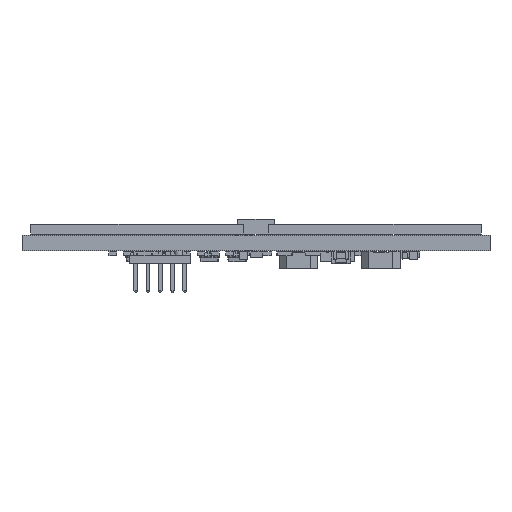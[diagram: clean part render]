
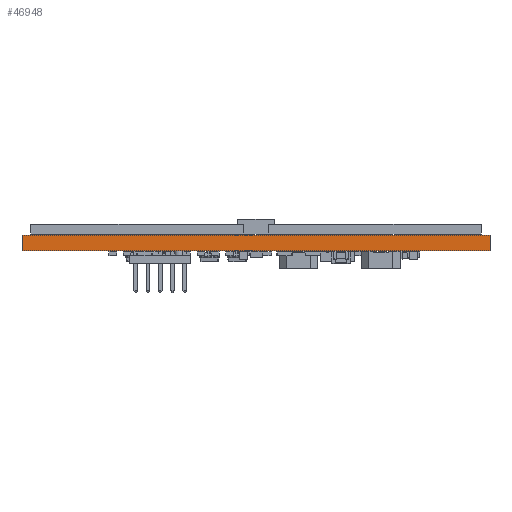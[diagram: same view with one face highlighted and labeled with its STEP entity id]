
A CAD part, front view. The second image highlights one B-rep face of the part: STEP entity #46948.
In plain terms, the highlighted planar face has unit normal (0, -1, 0).
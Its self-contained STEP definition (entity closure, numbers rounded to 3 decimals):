
#46767 = PLANE('',#46768);
#46768 = AXIS2_PLACEMENT_3D('',#46769,#46770,#46771);
#46769 = CARTESIAN_POINT('',(130.9,-42.3,0.));
#46770 = DIRECTION('',(1.,0.,-0.));
#46771 = DIRECTION('',(0.,-1.,0.));
#46792 = VERTEX_POINT('',#46793);
#46793 = CARTESIAN_POINT('',(130.9,-90.7,1.6));
#46807 = PLANE('',#46808);
#46808 = AXIS2_PLACEMENT_3D('',#46809,#46810,#46811);
#46809 = CARTESIAN_POINT('',(106.7,-66.5,1.6));
#46810 = DIRECTION('',(-0.,-0.,-1.));
#46811 = DIRECTION('',(-1.,0.,0.));
#46819 = EDGE_CURVE('',#46820,#46792,#46822,.T.);
#46820 = VERTEX_POINT('',#46821);
#46821 = CARTESIAN_POINT('',(130.9,-90.7,0.));
#46822 = SURFACE_CURVE('',#46823,(#46827,#46834),.PCURVE_S1.);
#46823 = LINE('',#46824,#46825);
#46824 = CARTESIAN_POINT('',(130.9,-90.7,0.));
#46825 = VECTOR('',#46826,1.);
#46826 = DIRECTION('',(0.,0.,1.));
#46827 = PCURVE('',#46767,#46828);
#46828 = DEFINITIONAL_REPRESENTATION('',(#46829),#46833);
#46829 = LINE('',#46830,#46831);
#46830 = CARTESIAN_POINT('',(48.4,0.));
#46831 = VECTOR('',#46832,1.);
#46832 = DIRECTION('',(0.,-1.));
#46833 = ( GEOMETRIC_REPRESENTATION_CONTEXT(2) 
PARAMETRIC_REPRESENTATION_CONTEXT() REPRESENTATION_CONTEXT('2D SPACE',''
  ) );
#46834 = PCURVE('',#46835,#46840);
#46835 = PLANE('',#46836);
#46836 = AXIS2_PLACEMENT_3D('',#46837,#46838,#46839);
#46837 = CARTESIAN_POINT('',(130.9,-90.7,0.));
#46838 = DIRECTION('',(0.,-1.,0.));
#46839 = DIRECTION('',(-1.,0.,0.));
#46840 = DEFINITIONAL_REPRESENTATION('',(#46841),#46845);
#46841 = LINE('',#46842,#46843);
#46842 = CARTESIAN_POINT('',(0.,-0.));
#46843 = VECTOR('',#46844,1.);
#46844 = DIRECTION('',(0.,-1.));
#46845 = ( GEOMETRIC_REPRESENTATION_CONTEXT(2) 
PARAMETRIC_REPRESENTATION_CONTEXT() REPRESENTATION_CONTEXT('2D SPACE',''
  ) );
#46861 = PLANE('',#46862);
#46862 = AXIS2_PLACEMENT_3D('',#46863,#46864,#46865);
#46863 = CARTESIAN_POINT('',(106.7,-66.5,0.));
#46864 = DIRECTION('',(-0.,-0.,-1.));
#46865 = DIRECTION('',(-1.,0.,0.));
#46894 = PLANE('',#46895);
#46895 = AXIS2_PLACEMENT_3D('',#46896,#46897,#46898);
#46896 = CARTESIAN_POINT('',(82.5,-90.7,0.));
#46897 = DIRECTION('',(-1.,0.,0.));
#46898 = DIRECTION('',(0.,1.,0.));
#46948 = ADVANCED_FACE('',(#46949),#46835,.T.);
#46949 = FACE_BOUND('',#46950,.T.);
#46950 = EDGE_LOOP('',(#46951,#46952,#46975,#46998));
#46951 = ORIENTED_EDGE('',*,*,#46819,.T.);
#46952 = ORIENTED_EDGE('',*,*,#46953,.T.);
#46953 = EDGE_CURVE('',#46792,#46954,#46956,.T.);
#46954 = VERTEX_POINT('',#46955);
#46955 = CARTESIAN_POINT('',(82.5,-90.7,1.6));
#46956 = SURFACE_CURVE('',#46957,(#46961,#46968),.PCURVE_S1.);
#46957 = LINE('',#46958,#46959);
#46958 = CARTESIAN_POINT('',(130.9,-90.7,1.6));
#46959 = VECTOR('',#46960,1.);
#46960 = DIRECTION('',(-1.,0.,0.));
#46961 = PCURVE('',#46835,#46962);
#46962 = DEFINITIONAL_REPRESENTATION('',(#46963),#46967);
#46963 = LINE('',#46964,#46965);
#46964 = CARTESIAN_POINT('',(0.,-1.6));
#46965 = VECTOR('',#46966,1.);
#46966 = DIRECTION('',(1.,0.));
#46967 = ( GEOMETRIC_REPRESENTATION_CONTEXT(2) 
PARAMETRIC_REPRESENTATION_CONTEXT() REPRESENTATION_CONTEXT('2D SPACE',''
  ) );
#46968 = PCURVE('',#46807,#46969);
#46969 = DEFINITIONAL_REPRESENTATION('',(#46970),#46974);
#46970 = LINE('',#46971,#46972);
#46971 = CARTESIAN_POINT('',(-24.2,-24.2));
#46972 = VECTOR('',#46973,1.);
#46973 = DIRECTION('',(1.,0.));
#46974 = ( GEOMETRIC_REPRESENTATION_CONTEXT(2) 
PARAMETRIC_REPRESENTATION_CONTEXT() REPRESENTATION_CONTEXT('2D SPACE',''
  ) );
#46975 = ORIENTED_EDGE('',*,*,#46976,.F.);
#46976 = EDGE_CURVE('',#46977,#46954,#46979,.T.);
#46977 = VERTEX_POINT('',#46978);
#46978 = CARTESIAN_POINT('',(82.5,-90.7,0.));
#46979 = SURFACE_CURVE('',#46980,(#46984,#46991),.PCURVE_S1.);
#46980 = LINE('',#46981,#46982);
#46981 = CARTESIAN_POINT('',(82.5,-90.7,0.));
#46982 = VECTOR('',#46983,1.);
#46983 = DIRECTION('',(0.,0.,1.));
#46984 = PCURVE('',#46835,#46985);
#46985 = DEFINITIONAL_REPRESENTATION('',(#46986),#46990);
#46986 = LINE('',#46987,#46988);
#46987 = CARTESIAN_POINT('',(48.4,0.));
#46988 = VECTOR('',#46989,1.);
#46989 = DIRECTION('',(0.,-1.));
#46990 = ( GEOMETRIC_REPRESENTATION_CONTEXT(2) 
PARAMETRIC_REPRESENTATION_CONTEXT() REPRESENTATION_CONTEXT('2D SPACE',''
  ) );
#46991 = PCURVE('',#46894,#46992);
#46992 = DEFINITIONAL_REPRESENTATION('',(#46993),#46997);
#46993 = LINE('',#46994,#46995);
#46994 = CARTESIAN_POINT('',(0.,0.));
#46995 = VECTOR('',#46996,1.);
#46996 = DIRECTION('',(0.,-1.));
#46997 = ( GEOMETRIC_REPRESENTATION_CONTEXT(2) 
PARAMETRIC_REPRESENTATION_CONTEXT() REPRESENTATION_CONTEXT('2D SPACE',''
  ) );
#46998 = ORIENTED_EDGE('',*,*,#46999,.F.);
#46999 = EDGE_CURVE('',#46820,#46977,#47000,.T.);
#47000 = SURFACE_CURVE('',#47001,(#47005,#47012),.PCURVE_S1.);
#47001 = LINE('',#47002,#47003);
#47002 = CARTESIAN_POINT('',(130.9,-90.7,0.));
#47003 = VECTOR('',#47004,1.);
#47004 = DIRECTION('',(-1.,0.,0.));
#47005 = PCURVE('',#46835,#47006);
#47006 = DEFINITIONAL_REPRESENTATION('',(#47007),#47011);
#47007 = LINE('',#47008,#47009);
#47008 = CARTESIAN_POINT('',(0.,-0.));
#47009 = VECTOR('',#47010,1.);
#47010 = DIRECTION('',(1.,0.));
#47011 = ( GEOMETRIC_REPRESENTATION_CONTEXT(2) 
PARAMETRIC_REPRESENTATION_CONTEXT() REPRESENTATION_CONTEXT('2D SPACE',''
  ) );
#47012 = PCURVE('',#46861,#47013);
#47013 = DEFINITIONAL_REPRESENTATION('',(#47014),#47018);
#47014 = LINE('',#47015,#47016);
#47015 = CARTESIAN_POINT('',(-24.2,-24.2));
#47016 = VECTOR('',#47017,1.);
#47017 = DIRECTION('',(1.,0.));
#47018 = ( GEOMETRIC_REPRESENTATION_CONTEXT(2) 
PARAMETRIC_REPRESENTATION_CONTEXT() REPRESENTATION_CONTEXT('2D SPACE',''
  ) );
